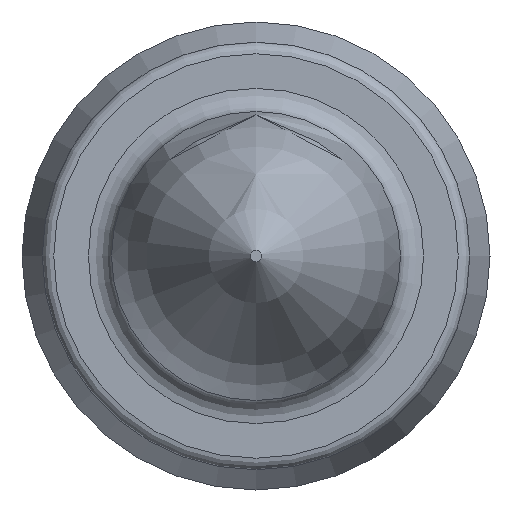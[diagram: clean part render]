
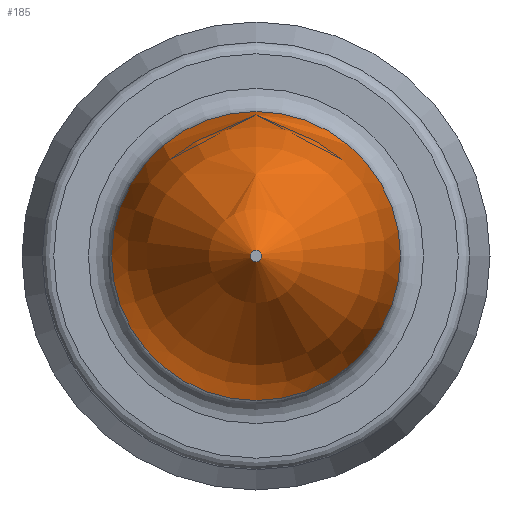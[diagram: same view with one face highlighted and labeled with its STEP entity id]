
A CAD part, left-side view. The second image highlights one B-rep face of the part: STEP entity #185.
In plain terms, the highlighted toroidal (fillet/blend) face has major radius 0.698 mm and minor radius 1.016 mm.
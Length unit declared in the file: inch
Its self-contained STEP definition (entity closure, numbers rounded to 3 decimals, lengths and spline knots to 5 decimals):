
#5 = TOROIDAL_SURFACE ( 'NONE', #443, -0.0275, 0.04 ) ;
#53 = CARTESIAN_POINT ( 'NONE',  ( 0.02905, 0., 0. ) ) ;
#54 = EDGE_LOOP ( 'NONE', ( #286 ) ) ;
#69 = CARTESIAN_POINT ( 'NONE',  ( 0., 0., 0.0005 ) ) ;
#80 = CIRCLE ( 'NONE', #433, 0.0005 ) ;
#84 = DIRECTION ( 'NONE',  ( -1., 0., 0. ) ) ;
#99 = EDGE_CURVE ( 'NONE', #363, #363, #80, .T. ) ;
#105 = FACE_OUTER_BOUND ( 'NONE', #331, .T. ) ;
#108 = CARTESIAN_POINT ( 'NONE',  ( 0.02857, 0., 0. ) ) ;
#157 = DIRECTION ( 'NONE',  ( 0., 0., 1. ) ) ;
#185 = ADVANCED_FACE ( 'NONE', ( #105, #364 ), #5, .T. ) ;
#200 = ORIENTED_EDGE ( 'NONE', *, *, #99, .F. ) ;
#224 = EDGE_CURVE ( 'NONE', #451, #451, #235, .T. ) ;
#235 = CIRCLE ( 'NONE', #253, 0.0125 ) ;
#242 = DIRECTION ( 'NONE',  ( 0., 0., 1. ) ) ;
#253 = AXIS2_PLACEMENT_3D ( 'NONE', #53, #345, #157 ) ;
#264 = CARTESIAN_POINT ( 'NONE',  ( 0., 0., 0. ) ) ;
#286 = ORIENTED_EDGE ( 'NONE', *, *, #224, .T. ) ;
#331 = EDGE_LOOP ( 'NONE', ( #200 ) ) ;
#334 = DIRECTION ( 'NONE',  ( -1., 0., 0. ) ) ;
#339 = CARTESIAN_POINT ( 'NONE',  ( 0.02905, 0., 0.0125 ) ) ;
#345 = DIRECTION ( 'NONE',  ( -1., 0., 0. ) ) ;
#363 = VERTEX_POINT ( 'NONE', #69 ) ;
#364 = FACE_OUTER_BOUND ( 'NONE', #54, .T. ) ;
#402 = DIRECTION ( 'NONE',  ( 0., 0., 1. ) ) ;
#433 = AXIS2_PLACEMENT_3D ( 'NONE', #264, #84, #242 ) ;
#443 = AXIS2_PLACEMENT_3D ( 'NONE', #108, #334, #402 ) ;
#451 = VERTEX_POINT ( 'NONE', #339 ) ;
